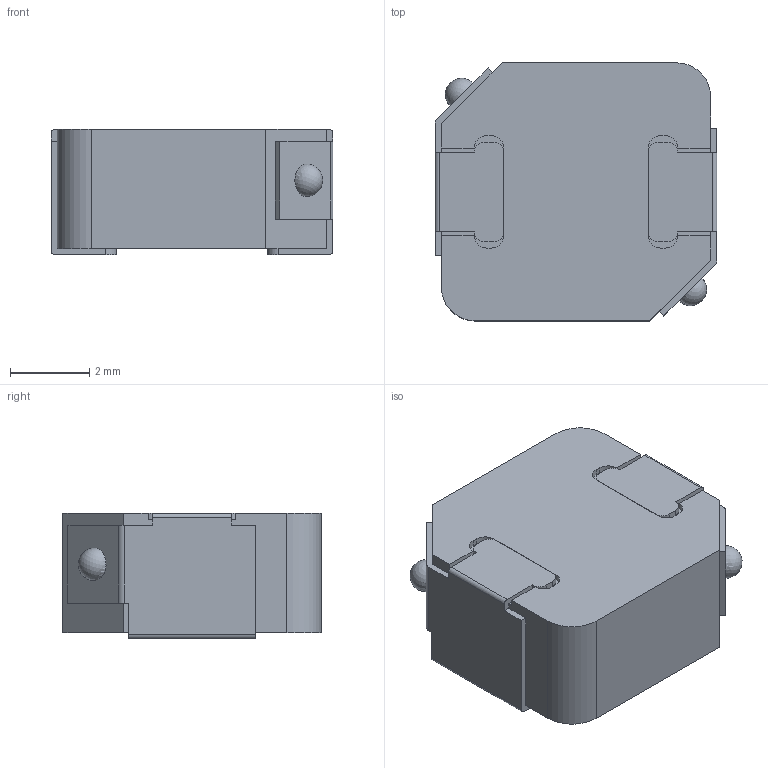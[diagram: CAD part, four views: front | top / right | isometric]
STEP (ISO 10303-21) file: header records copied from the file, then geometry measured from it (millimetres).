
FILE_DESCRIPTION(('FreeCAD Model'),'2;1');
FILE_NAME( 'spm6530.step', '2018-05-08T17:55:39',('kicad StepUp'),('ksu MCAD'), 'Open CASCADE STEP processor 6.5','FreeCAD','Unknown');
FILE_SCHEMA(('AUTOMOTIVE_DESIGN_CC2 { 1 2 10303 214 -1 1 5 4 }'));
Length unit declared in the file: millimetre
Products named in the file (4): ASSEMBLY; Mirrored; Fillet; Clone_of_Fillet002
Assembly tree (3 placements, depth 2):
  ASSEMBLY
    Mirrored
    Fillet
    Clone_of_Fillet002
Bounding box: 7.1 x 6.5 x 3.15 mm (x, y, z)
Volume: 130.1 mm3; surface area: 251.9 mm2
Topology: 3 solids, 3 shells, 106 faces, 302 edges, 202 vertices
Faces by surface type: plane 70, cylinder 34, sphere 2
Full cylindrical faces by diameter (mm): 0.4 x2
Entity records: 3532 total; most frequent: CARTESIAN_POINT 610, DIRECTION 596, ORIENTED_EDGE 596, EDGE_CURVE 298, LINE 220, VECTOR 220, VERTEX_POINT 202, AXIS2_PLACEMENT_3D 188
